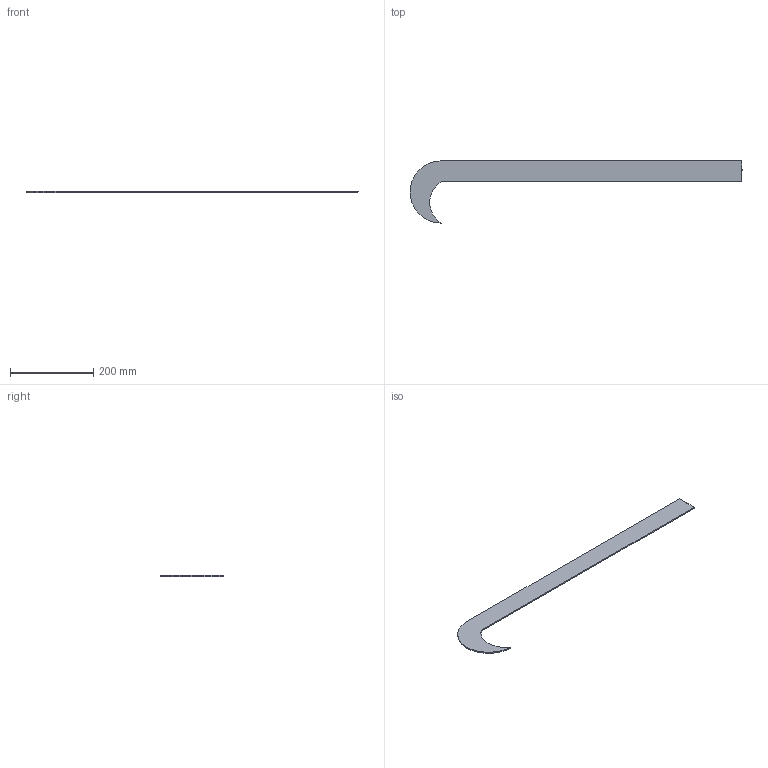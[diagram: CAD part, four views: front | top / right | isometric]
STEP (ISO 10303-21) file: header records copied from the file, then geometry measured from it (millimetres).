
FILE_DESCRIPTION (( 'STEP AP203' ), '1' );
FILE_NAME ('80540-240.step', '2015-09-17T16:11:12', ( '' ), ( '' ), 'SwSTEP 2.0', 'SolidWorks 2015', '' );
FILE_SCHEMA (( 'CONFIG_CONTROL_DESIGN' ));
Length unit declared in the file: millimetre
Products named in the file (1): 80540-240
Bounding box: 800 x 150 x 3 mm (x, y, z)
Volume: 129431.9 mm3; surface area: 91882.6 mm2
Topology: 1 solids, 1 shells, 238 faces, 627 edges, 418 vertices
Faces by surface type: plane 128, bspline 106, cylinder 4
Entity records: 13520 total; most frequent: CARTESIAN_POINT 8270, ORIENTED_EDGE 1254, DIRECTION 689, EDGE_CURVE 627, VERTEX_POINT 418, VECTOR 407, LINE 407, EDGE_LOOP 265
